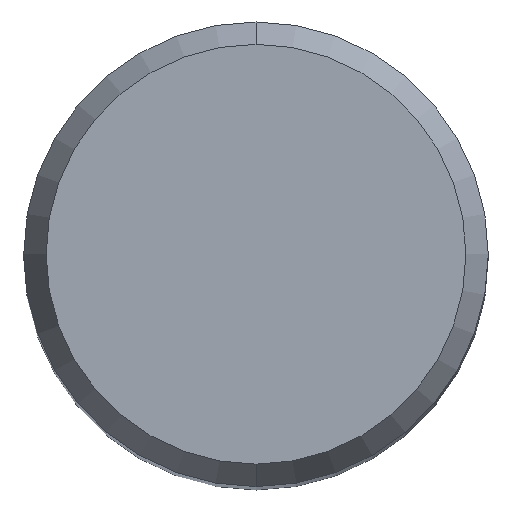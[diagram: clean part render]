
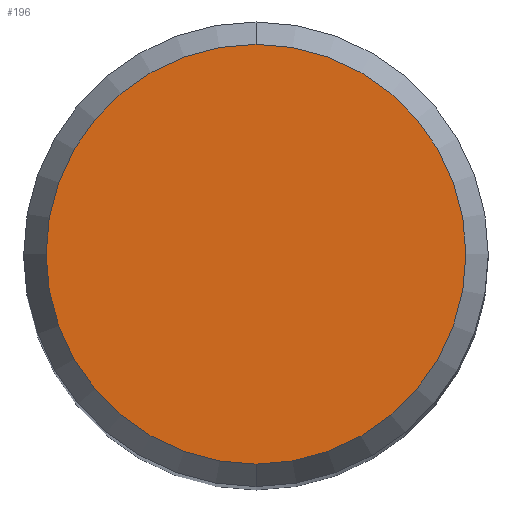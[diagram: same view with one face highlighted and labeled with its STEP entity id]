
A CAD part, top view. The second image highlights one B-rep face of the part: STEP entity #196.
In plain terms, the highlighted planar face has unit normal (0, 0, 1).
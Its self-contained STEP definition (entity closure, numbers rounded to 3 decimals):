
#140=VERTEX_POINT('',#282);
#148=EDGE_CURVE('',#202,#140,#291,.T.);
#156=EDGE_CURVE('',#140,#202,#300,.T.);
#196=ADVANCED_FACE('',(#347),#348,.T.);
#202=VERTEX_POINT('',#355);
#282=CARTESIAN_POINT('',(0.0,4.304,0.01));
#291=CIRCLE('',#454,4.304);
#300=CIRCLE('',#468,4.304);
#347=FACE_OUTER_BOUND('',#524,.T.);
#348=PLANE('',#525);
#355=CARTESIAN_POINT('',(0.,-4.304,0.01));
#454=AXIS2_PLACEMENT_3D('',#612,#613,#614);
#468=AXIS2_PLACEMENT_3D('',#625,#626,#627);
#524=EDGE_LOOP('',(#695,#696));
#525=AXIS2_PLACEMENT_3D('',#697,#698,#699);
#612=CARTESIAN_POINT('',(0.0,0.0,0.01));
#613=DIRECTION('',(0.0,0.0,-1.0));
#614=DIRECTION('',(0.0,1.0,0.0));
#625=CARTESIAN_POINT('',(0.0,0.0,0.01));
#626=DIRECTION('',(0.0,0.0,-1.0));
#627=DIRECTION('',(0.0,1.0,0.0));
#695=ORIENTED_EDGE('',*,*,#156,.F.);
#696=ORIENTED_EDGE('',*,*,#148,.F.);
#697=CARTESIAN_POINT('',(0.0,2.152,0.01));
#698=DIRECTION('',(-0.0,0.0,1.0));
#699=DIRECTION('',(0.0,-1.0,0.0));
